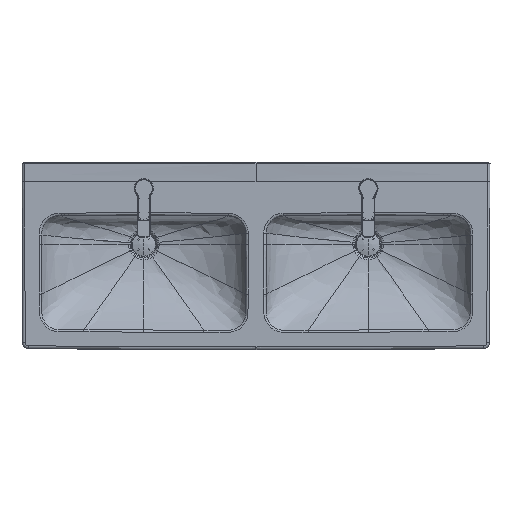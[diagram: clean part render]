
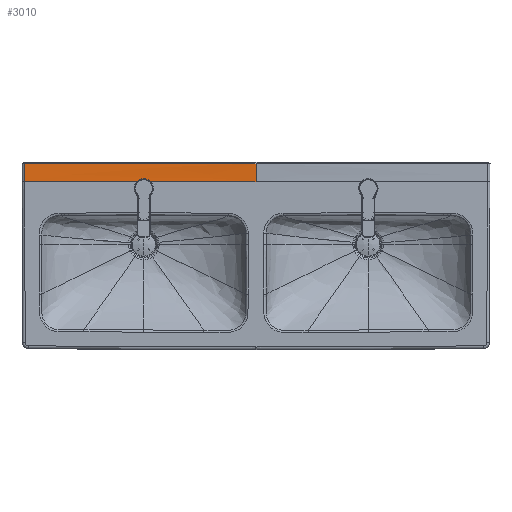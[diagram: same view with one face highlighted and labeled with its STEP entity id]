
A CAD part, top view. The second image highlights one B-rep face of the part: STEP entity #3010.
In plain terms, the highlighted free-form (B-spline) face has degree [5, 5] with [6, 6] control points.
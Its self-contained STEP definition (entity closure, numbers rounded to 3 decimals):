
#1671=B_SPLINE_SURFACE_WITH_KNOTS('',5,5,((#69381,#69382,#69383,#69384,
#69385,#69386),(#69387,#69388,#69389,#69390,#69391,#69392),(#69393,#69394,
#69395,#69396,#69397,#69398),(#69399,#69400,#69401,#69402,#69403,#69404),
(#69405,#69406,#69407,#69408,#69409,#69410),(#69411,#69412,#69413,#69414,
#69415,#69416)),.UNSPECIFIED.,.F.,.F.,.F.,(6,6),(6,6),(0.,50.),
(0.,600.236),.UNSPECIFIED.);
#3010=ADVANCED_FACE('',(#4137),#1671,.T.);
#4137=FACE_OUTER_BOUND('',#5274,.T.);
#5274=EDGE_LOOP('',(#8086,#8087,#8088,#8089));
#8086=ORIENTED_EDGE('',*,*,#12981,.T.);
#8087=ORIENTED_EDGE('',*,*,#13077,.F.);
#8088=ORIENTED_EDGE('',*,*,#12986,.F.);
#8089=ORIENTED_EDGE('',*,*,#12985,.F.);
#12981=EDGE_CURVE('',#18215,#18317,#15857,.T.);
#12985=EDGE_CURVE('',#18215,#18216,#15861,.T.);
#12986=EDGE_CURVE('',#18216,#18320,#15862,.T.);
#13077=EDGE_CURVE('',#18320,#18317,#15951,.T.);
#15857=B_SPLINE_CURVE_WITH_KNOTS('',5,(#151987,#151988,#151989,#151990,
#151991,#151992),.UNSPECIFIED.,.F.,.F.,(6,6),(-119.517,-53.041),
 .UNSPECIFIED.);
#15861=B_SPLINE_CURVE_WITH_KNOTS('',3,(#152019,#152020,#152021,#152022),
 .UNSPECIFIED.,.F.,.F.,(4,4),(167.412,1003.57),
 .UNSPECIFIED.);
#15862=B_SPLINE_CURVE_WITH_KNOTS('',5,(#152023,#152024,#152025,#152026,
#152027,#152028),.UNSPECIFIED.,.F.,.F.,(6,6),(4.239,70.748),
 .UNSPECIFIED.);
#15951=B_SPLINE_CURVE_WITH_KNOTS('',5,(#152852,#152853,#152854,#152855,
#152856,#152857),.UNSPECIFIED.,.F.,.F.,(6,6),(-600.236,-7.729),
 .UNSPECIFIED.);
#18215=VERTEX_POINT('',#147096);
#18216=VERTEX_POINT('',#147097);
#18317=VERTEX_POINT('',#147198);
#18320=VERTEX_POINT('',#147201);
#69381=CARTESIAN_POINT('',(-600.356,240.036,82.704));
#69382=CARTESIAN_POINT('',(-480.308,240.036,83.504));
#69383=CARTESIAN_POINT('',(-360.259,240.036,84.104));
#69384=CARTESIAN_POINT('',(-240.201,240.036,84.504));
#69385=CARTESIAN_POINT('',(-120.157,240.036,84.704));
#69386=CARTESIAN_POINT('',(-0.106,240.036,84.704));
#69387=CARTESIAN_POINT('',(-600.35,230.036,82.704));
#69388=CARTESIAN_POINT('',(-480.302,230.034,83.264));
#69389=CARTESIAN_POINT('',(-360.255,230.036,83.664));
#69390=CARTESIAN_POINT('',(-240.197,230.039,83.904));
#69391=CARTESIAN_POINT('',(-120.155,230.042,83.984));
#69392=CARTESIAN_POINT('',(-0.106,230.044,83.904));
#69393=CARTESIAN_POINT('',(-600.344,220.036,82.704));
#69394=CARTESIAN_POINT('',(-480.297,220.033,83.024));
#69395=CARTESIAN_POINT('',(-360.25,220.036,83.244));
#69396=CARTESIAN_POINT('',(-240.194,220.041,83.364));
#69397=CARTESIAN_POINT('',(-120.153,220.045,83.384));
#69398=CARTESIAN_POINT('',(-0.106,220.048,83.304));
#69399=CARTESIAN_POINT('',(-600.338,210.036,82.704));
#69400=CARTESIAN_POINT('',(-480.292,210.033,82.824));
#69401=CARTESIAN_POINT('',(-360.246,210.037,82.904));
#69402=CARTESIAN_POINT('',(-240.191,210.041,82.944));
#69403=CARTESIAN_POINT('',(-120.152,210.045,82.944));
#69404=CARTESIAN_POINT('',(-0.106,210.048,82.904));
#69405=CARTESIAN_POINT('',(-600.332,200.036,82.704));
#69406=CARTESIAN_POINT('',(-480.286,200.034,82.704));
#69407=CARTESIAN_POINT('',(-360.242,200.037,82.704));
#69408=CARTESIAN_POINT('',(-240.189,200.04,82.704));
#69409=CARTESIAN_POINT('',(-120.151,200.042,82.704));
#69410=CARTESIAN_POINT('',(-0.106,200.044,82.704));
#69411=CARTESIAN_POINT('',(-600.326,190.036,82.704));
#69412=CARTESIAN_POINT('',(-480.281,190.036,82.704));
#69413=CARTESIAN_POINT('',(-360.238,190.036,82.704));
#69414=CARTESIAN_POINT('',(-240.186,190.036,82.704));
#69415=CARTESIAN_POINT('',(-120.149,190.036,82.704));
#69416=CARTESIAN_POINT('',(-0.106,190.036,82.704));
#147096=CARTESIAN_POINT('',(-592.672,237.036,82.75));
#147097=CARTESIAN_POINT('',(-0.106,237.044,84.472));
#147198=CARTESIAN_POINT('',(-592.597,190.036,82.704));
#147201=CARTESIAN_POINT('',(-0.106,190.036,82.704));
#151987=CARTESIAN_POINT('',(-592.672,237.036,82.75));
#151988=CARTESIAN_POINT('',(-592.652,227.635,82.736));
#151989=CARTESIAN_POINT('',(-592.632,218.234,82.722));
#151990=CARTESIAN_POINT('',(-592.615,208.834,82.711));
#151991=CARTESIAN_POINT('',(-592.603,199.435,82.704));
#151992=CARTESIAN_POINT('',(-592.597,190.036,82.704));
#152019=CARTESIAN_POINT('',(-592.672,237.036,82.75));
#152020=CARTESIAN_POINT('',(-395.153,237.036,83.932));
#152021=CARTESIAN_POINT('',(-197.629,237.042,84.506));
#152022=CARTESIAN_POINT('',(-0.106,237.044,84.472));
#152023=CARTESIAN_POINT('',(-0.106,237.044,84.472));
#152024=CARTESIAN_POINT('',(-0.106,227.65,83.764));
#152025=CARTESIAN_POINT('',(-0.106,218.251,83.234));
#152026=CARTESIAN_POINT('',(-0.106,208.85,82.881));
#152027=CARTESIAN_POINT('',(-0.106,199.445,82.704));
#152028=CARTESIAN_POINT('',(-0.106,190.036,82.704));
#152852=CARTESIAN_POINT('',(-0.106,190.036,82.704));
#152853=CARTESIAN_POINT('',(-118.604,190.036,82.704));
#152854=CARTESIAN_POINT('',(-237.095,190.036,82.704));
#152855=CARTESIAN_POINT('',(-355.601,190.036,82.704));
#152856=CARTESIAN_POINT('',(-474.099,190.036,82.704));
#152857=CARTESIAN_POINT('',(-592.597,190.036,82.704));
